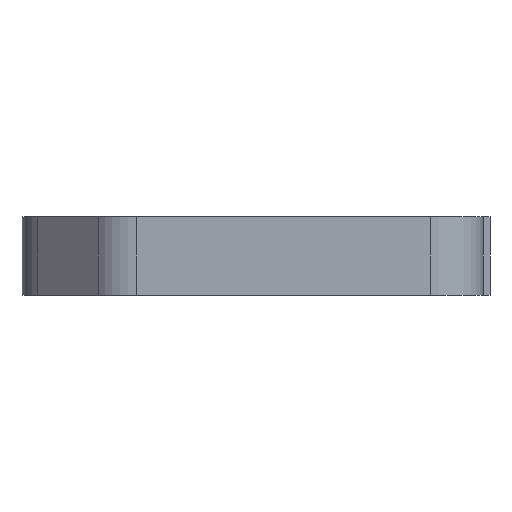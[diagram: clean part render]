
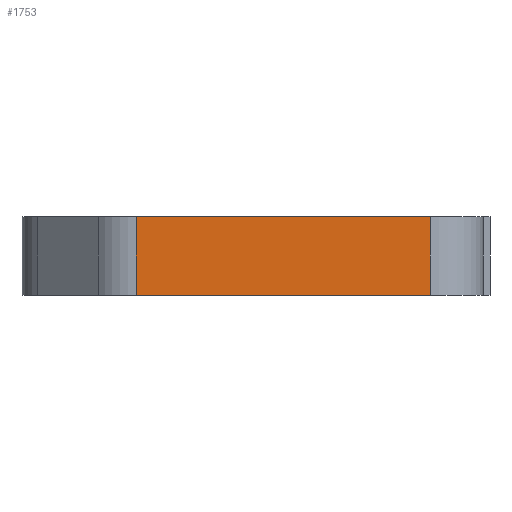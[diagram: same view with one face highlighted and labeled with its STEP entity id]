
A CAD part, left-side view. The second image highlights one B-rep face of the part: STEP entity #1753.
In plain terms, the highlighted planar face has unit normal (-1, 0, 0).
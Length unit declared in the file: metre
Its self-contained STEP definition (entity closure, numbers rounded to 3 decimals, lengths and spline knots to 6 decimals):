
#25=PLANE('',#1875);
#223=ORIENTED_EDGE('',*,*,#731,.F.);
#224=ORIENTED_EDGE('',*,*,#732,.T.);
#225=ORIENTED_EDGE('',*,*,#730,.T.);
#226=ORIENTED_EDGE('',*,*,#733,.F.);
#730=EDGE_CURVE('',#973,#974,#1152,.T.);
#731=EDGE_CURVE('',#975,#976,#1153,.T.);
#732=EDGE_CURVE('',#975,#973,#1154,.T.);
#733=EDGE_CURVE('',#976,#974,#1155,.T.);
#973=VERTEX_POINT('',#2625);
#974=VERTEX_POINT('',#2627);
#975=VERTEX_POINT('',#2631);
#976=VERTEX_POINT('',#2632);
#1152=LINE('',#2628,#1364);
#1153=LINE('',#2630,#1365);
#1154=LINE('',#2633,#1366);
#1155=LINE('',#2634,#1367);
#1364=VECTOR('',#2115,1.);
#1365=VECTOR('',#2118,1.);
#1366=VECTOR('',#2119,1.);
#1367=VECTOR('',#2120,1.);
#1543=EDGE_LOOP('',(#223,#224,#225,#226));
#1635=FACE_BOUND('',#1543,.T.);
#1753=ADVANCED_FACE('',(#1635),#25,.T.);
#1875=AXIS2_PLACEMENT_3D('',#2629,#2116,#2117);
#2115=DIRECTION('',(0.,0.,-1.));
#2116=DIRECTION('',(-1.,0.,0.));
#2117=DIRECTION('',(0.,0.,1.));
#2118=DIRECTION('',(0.,0.,-1.));
#2119=DIRECTION('',(0.,1.,0.));
#2120=DIRECTION('',(0.,1.,0.));
#2625=CARTESIAN_POINT('',(-0.018937,0.00755,0.00215));
#2627=CARTESIAN_POINT('',(-0.018937,0.00755,-0.002937));
#2628=CARTESIAN_POINT('',(-0.018937,0.00755,0.002152));
#2629=CARTESIAN_POINT('',(-0.018937,-0.001975,0.002152));
#2630=CARTESIAN_POINT('',(-0.018937,-0.0115,0.002152));
#2631=CARTESIAN_POINT('',(-0.018937,-0.0115,0.00215));
#2632=CARTESIAN_POINT('',(-0.018937,-0.0115,-0.002937));
#2633=CARTESIAN_POINT('',(-0.018937,-0.001975,0.00215));
#2634=CARTESIAN_POINT('',(-0.018937,-0.001975,-0.002937));
